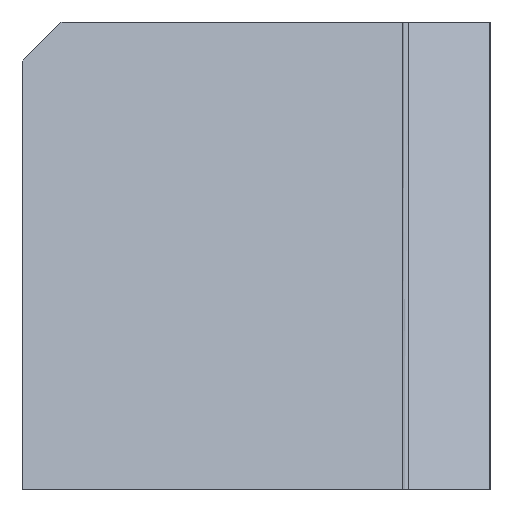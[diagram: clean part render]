
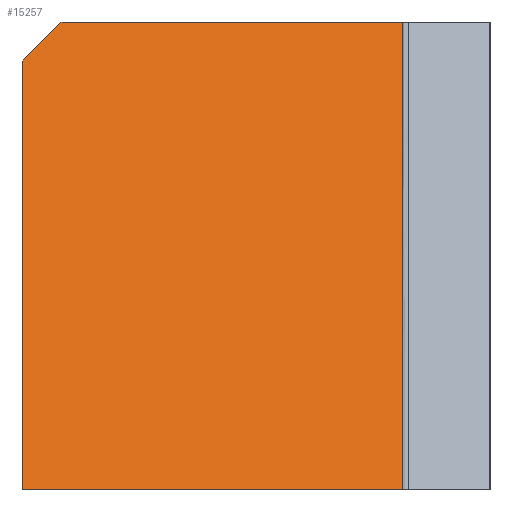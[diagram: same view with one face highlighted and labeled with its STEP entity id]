
A CAD part, left-side view. The second image highlights one B-rep face of the part: STEP entity #15257.
In plain terms, the highlighted planar face has unit normal (-0.943, 0, 0.334).
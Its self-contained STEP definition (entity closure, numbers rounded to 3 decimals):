
#32=CARTESIAN_POINT('',(-0.709,0.,-2.));
#33=VERTEX_POINT('',#32);
#34=CARTESIAN_POINT('',(-0.,-2.,0.));
#35=VERTEX_POINT('',#34);
#36=CARTESIAN_POINT('',(-0.709,0.,-2.));
#37=DIRECTION('',(0.243,-0.686,0.686));
#38=VECTOR('',#37,2.916);
#39=LINE('',#36,#38);
#40=EDGE_CURVE('',#33,#35,#39,.T.);
#81=CARTESIAN_POINT('',(-8.512,0.,-24.));
#82=VERTEX_POINT('',#81);
#89=CARTESIAN_POINT('',(-0.709,0.,-2.));
#90=DIRECTION('',(-0.334,0.,-0.942));
#91=VECTOR('',#90,23.343);
#92=LINE('',#89,#91);
#93=EDGE_CURVE('',#33,#82,#92,.T.);
#15015=CARTESIAN_POINT('',(-0.,-19.5,-0.));
#15016=VERTEX_POINT('',#15015);
#15025=CARTESIAN_POINT('',(-8.512,-19.5,-24.));
#15026=VERTEX_POINT('',#15025);
#15027=CARTESIAN_POINT('',(-0.,-19.5,0.));
#15028=DIRECTION('',(-0.334,0.,-0.942));
#15029=VECTOR('',#15028,25.465);
#15030=LINE('',#15027,#15029);
#15031=EDGE_CURVE('',#15016,#15026,#15030,.T.);
#15235=CARTESIAN_POINT('',(-0.,-19.5,0.));
#15236=DIRECTION('',(-0.942,0.,0.334));
#15237=DIRECTION('',(0.,1.,-0.));
#15238=AXIS2_PLACEMENT_3D('',#15235,#15236,#15237);
#15239=PLANE('',#15238);
#15240=ORIENTED_EDGE('',*,*,#40,.F.);
#15241=ORIENTED_EDGE('',*,*,#93,.T.);
#15242=CARTESIAN_POINT('',(-8.512,-19.5,-24.));
#15243=DIRECTION('',(0.,1.,0.));
#15244=VECTOR('',#15243,19.5);
#15245=LINE('',#15242,#15244);
#15246=EDGE_CURVE('',#15026,#82,#15245,.T.);
#15247=ORIENTED_EDGE('',*,*,#15246,.F.);
#15248=ORIENTED_EDGE('',*,*,#15031,.F.);
#15249=CARTESIAN_POINT('',(-0.,-2.,0.));
#15250=DIRECTION('',(-0.,-1.,0.));
#15251=VECTOR('',#15250,17.5);
#15252=LINE('',#15249,#15251);
#15253=EDGE_CURVE('',#35,#15016,#15252,.T.);
#15254=ORIENTED_EDGE('',*,*,#15253,.F.);
#15255=EDGE_LOOP('',(#15240,#15241,#15247,#15248,#15254));
#15256=FACE_BOUND('',#15255,.T.);
#15257=ADVANCED_FACE('',(#15256),#15239,.T.);
